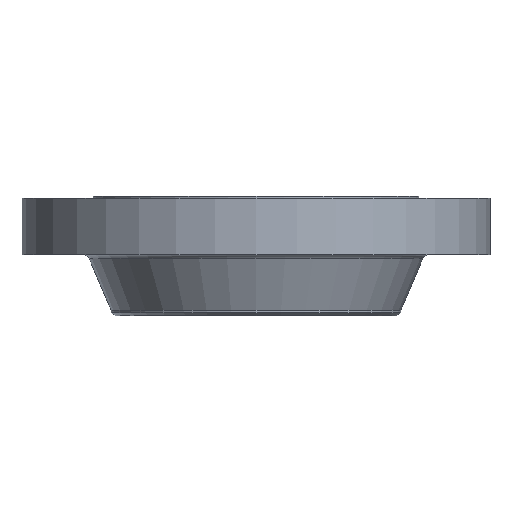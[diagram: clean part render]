
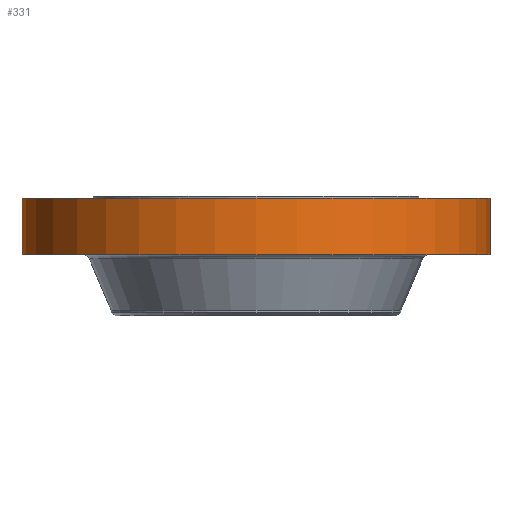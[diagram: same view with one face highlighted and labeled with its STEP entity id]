
A CAD part, front view. The second image highlights one B-rep face of the part: STEP entity #331.
In plain terms, the highlighted cylindrical face has radius 657.225 mm (diameter 1314.45 mm), a partial arc.
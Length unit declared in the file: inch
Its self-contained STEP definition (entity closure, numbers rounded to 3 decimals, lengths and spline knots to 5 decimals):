
#2 = CARTESIAN_POINT ( 'NONE',  ( -25.875, 0., -0.25 ) ) ;
#126 = CARTESIAN_POINT ( 'NONE',  ( -25.875, 0., 0. ) ) ;
#157 = CARTESIAN_POINT ( 'NONE',  ( 0., 0., -0.25 ) ) ;
#255 = EDGE_CURVE ( 'NONE', #1146, #1075, #632, .T. ) ;
#331 = ADVANCED_FACE ( 'NONE', ( #819 ), #1440, .T. ) ;
#380 = LINE ( 'NONE', #604, #394 ) ;
#394 = VECTOR ( 'NONE', #1946, 39.37008 ) ;
#396 = VECTOR ( 'NONE', #937, 39.37008 ) ;
#470 = ORIENTED_EDGE ( 'NONE', *, *, #255, .F. ) ;
#496 = CARTESIAN_POINT ( 'NONE',  ( 25.875, 0., -6.5 ) ) ;
#498 = CARTESIAN_POINT ( 'NONE',  ( 25.875, 0., -0.25 ) ) ;
#604 = CARTESIAN_POINT ( 'NONE',  ( 25.875, 0., 0. ) ) ;
#632 = LINE ( 'NONE', #126, #396 ) ;
#652 = CARTESIAN_POINT ( 'NONE',  ( 0., 0., 0. ) ) ;
#819 = FACE_OUTER_BOUND ( 'NONE', #1266, .T. ) ;
#901 = EDGE_CURVE ( 'NONE', #1075, #1252, #1622, .T. ) ;
#937 = DIRECTION ( 'NONE',  ( 0., 0., 1. ) ) ;
#969 = DIRECTION ( 'NONE',  ( 0., 0., 1. ) ) ;
#974 = EDGE_CURVE ( 'NONE', #1746, #1252, #380, .T. ) ;
#1001 = DIRECTION ( 'NONE',  ( 1., 0., 0. ) ) ;
#1075 = VERTEX_POINT ( 'NONE', #2 ) ;
#1091 = CIRCLE ( 'NONE', #1595, 25.875 ) ;
#1140 = CARTESIAN_POINT ( 'NONE',  ( 0., 0., -6.5 ) ) ;
#1146 = VERTEX_POINT ( 'NONE', #1600 ) ;
#1229 = ORIENTED_EDGE ( 'NONE', *, *, #901, .F. ) ;
#1252 = VERTEX_POINT ( 'NONE', #498 ) ;
#1265 = DIRECTION ( 'NONE',  ( 1., 0., 0. ) ) ;
#1266 = EDGE_LOOP ( 'NONE', ( #470, #1767, #1417, #1229 ) ) ;
#1287 = AXIS2_PLACEMENT_3D ( 'NONE', #157, #1416, #1265 ) ;
#1416 = DIRECTION ( 'NONE',  ( 0., 0., 1. ) ) ;
#1417 = ORIENTED_EDGE ( 'NONE', *, *, #974, .T. ) ;
#1440 = CYLINDRICAL_SURFACE ( 'NONE', #1688, 25.875 ) ;
#1464 = DIRECTION ( 'NONE',  ( 1., 0., 0. ) ) ;
#1595 = AXIS2_PLACEMENT_3D ( 'NONE', #1140, #1779, #1001 ) ;
#1600 = CARTESIAN_POINT ( 'NONE',  ( -25.875, 0., -6.5 ) ) ;
#1622 = CIRCLE ( 'NONE', #1287, 25.875 ) ;
#1661 = EDGE_CURVE ( 'NONE', #1146, #1746, #1091, .T. ) ;
#1688 = AXIS2_PLACEMENT_3D ( 'NONE', #652, #969, #1464 ) ;
#1746 = VERTEX_POINT ( 'NONE', #496 ) ;
#1767 = ORIENTED_EDGE ( 'NONE', *, *, #1661, .T. ) ;
#1779 = DIRECTION ( 'NONE',  ( 0., 0., 1. ) ) ;
#1946 = DIRECTION ( 'NONE',  ( 0., 0., 1. ) ) ;
